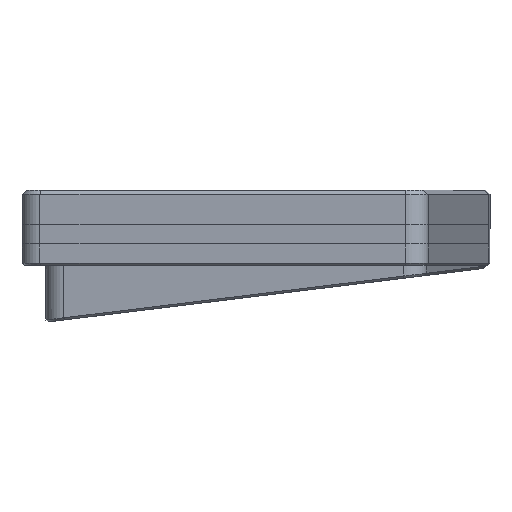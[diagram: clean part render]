
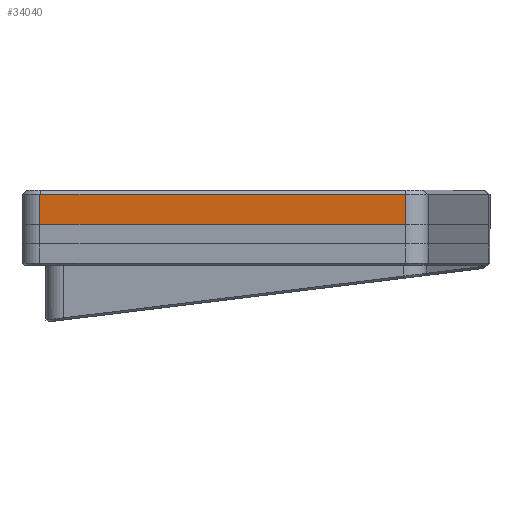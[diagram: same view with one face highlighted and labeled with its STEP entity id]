
A CAD part, left-side view. The second image highlights one B-rep face of the part: STEP entity #34040.
In plain terms, the highlighted planar face has unit normal (-0.993, 0.122, 0).
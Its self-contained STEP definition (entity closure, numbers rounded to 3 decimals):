
#4911=FACE_OUTER_BOUND('',#7363,.T.);
#7363=EDGE_LOOP('',(#28601,#28602,#28603,#28604));
#9996=LINE('',#57317,#13029);
#10046=LINE('',#57464,#13079);
#10061=LINE('',#57503,#13094);
#10062=LINE('',#57505,#13095);
#13029=VECTOR('',#44943,10.);
#13079=VECTOR('',#45099,10.);
#13094=VECTOR('',#45146,10.);
#13095=VECTOR('',#45149,10.);
#16195=VERTEX_POINT('',#57314);
#16196=VERTEX_POINT('',#57316);
#16239=VERTEX_POINT('',#57458);
#16240=VERTEX_POINT('',#57462);
#20431=EDGE_CURVE('',#16196,#16195,#9996,.T.);
#20506=EDGE_CURVE('',#16239,#16240,#10046,.T.);
#20526=EDGE_CURVE('',#16195,#16240,#10061,.T.);
#20527=EDGE_CURVE('',#16196,#16239,#10062,.T.);
#28601=ORIENTED_EDGE('',*,*,#20506,.F.);
#28602=ORIENTED_EDGE('',*,*,#20527,.F.);
#28603=ORIENTED_EDGE('',*,*,#20431,.T.);
#28604=ORIENTED_EDGE('',*,*,#20526,.T.);
#32136=PLANE('',#37175);
#34040=ADVANCED_FACE('',(#4911),#32136,.T.);
#37175=AXIS2_PLACEMENT_3D('',#57504,#45147,#45148);
#44943=DIRECTION('',(-0.122,-0.993,0.));
#45099=DIRECTION('',(-0.122,-0.993,0.));
#45146=DIRECTION('',(0.,0.,1.));
#45147=DIRECTION('center_axis',(-0.993,0.122,0.));
#45148=DIRECTION('ref_axis',(-0.122,-0.993,0.));
#45149=DIRECTION('',(0.,0.,1.));
#57314=CARTESIAN_POINT('',(-13.802,10.377,0.));
#57316=CARTESIAN_POINT('',(-3.39,95.178,0.));
#57317=CARTESIAN_POINT('',(-3.39,95.178,0.));
#57458=CARTESIAN_POINT('',(-3.39,95.178,7.));
#57462=CARTESIAN_POINT('',(-13.802,10.377,7.));
#57464=CARTESIAN_POINT('',(-5.575,77.377,7.));
#57503=CARTESIAN_POINT('',(-13.802,10.377,0.));
#57504=CARTESIAN_POINT('Origin',(-3.39,95.178,0.));
#57505=CARTESIAN_POINT('',(-3.39,95.178,0.));
